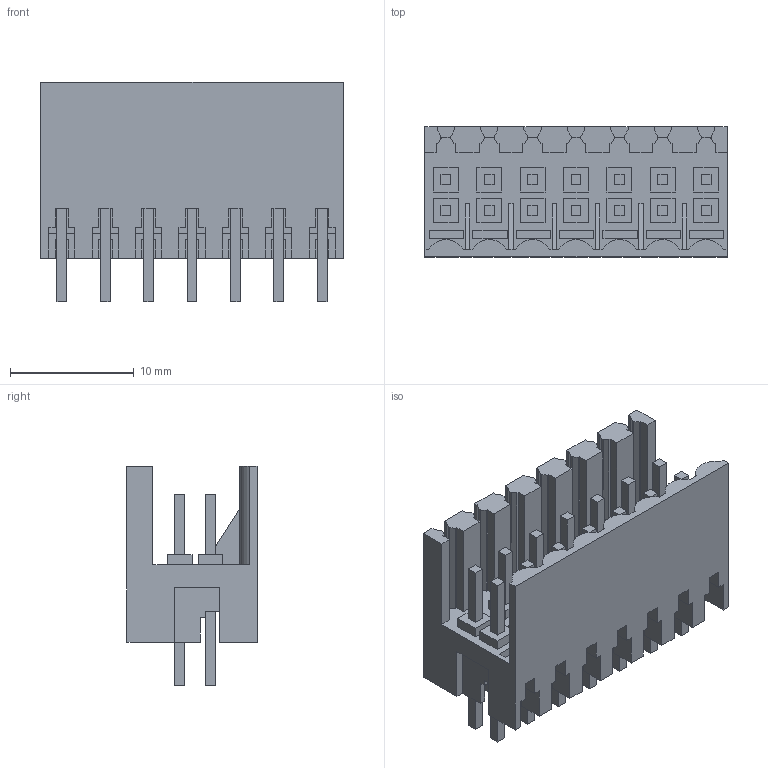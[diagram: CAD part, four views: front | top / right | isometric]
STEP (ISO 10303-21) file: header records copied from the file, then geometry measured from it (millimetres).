
FILE_DESCRIPTION(('CATIA V5 STEP Exchange','CAx-IF Rec.Pracs.--- Model Styling and Organization---1.2---2011-12-15'),'2;1');
FILE_NAME ('D1455146_0_1729150000_1729150000.stp','2018-04-13T05:01:07+00:00',('none'),('Weidmueller'),'CATIA Version 5-6 Release 2014','CATIA V5 STEP AP214','none');
FILE_SCHEMA(('AUTOMOTIVE_DESIGN { 1 0 10303 214 1 1 1 1 }'));
Length unit declared in the file: millimetre
Products named in the file (1): 1729150000
Bounding box: 24.4 x 10.5 x 17.7 mm (x, y, z)
Volume: 1588.5 mm3; surface area: 3962.1 mm2
Topology: 15 solids, 15 shells, 620 faces, 1798 edges, 1228 vertices
Faces by surface type: plane 606, cylinder 14
Entity records: 18627 total; most frequent: ORIENTED_EDGE 3596, CARTESIAN_POINT 3337, DIRECTION 2418, EDGE_CURVE 1798, VECTOR 1770, LINE 1770, VERTEX_POINT 1228, EDGE_LOOP 668
